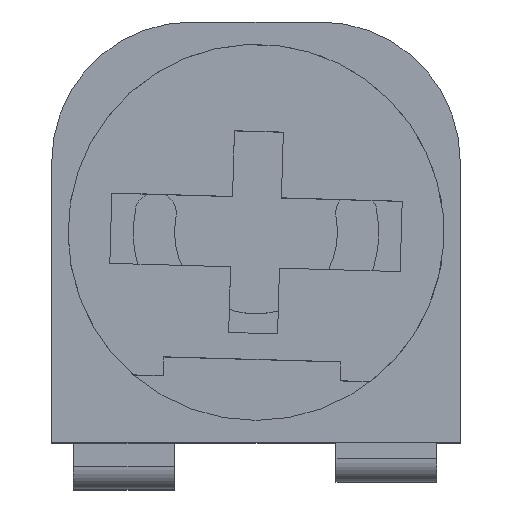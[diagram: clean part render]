
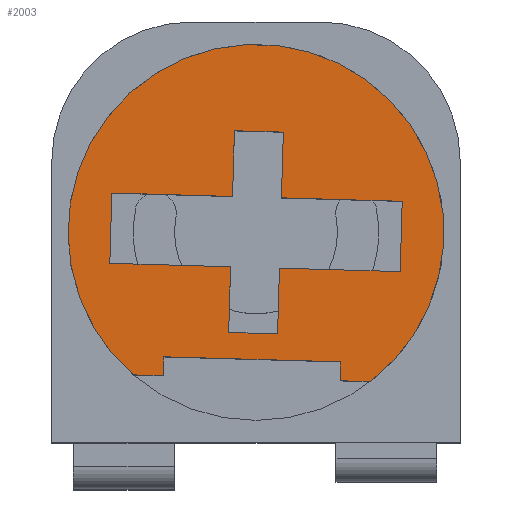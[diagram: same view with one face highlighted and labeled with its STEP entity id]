
A CAD part, top view. The second image highlights one B-rep face of the part: STEP entity #2003.
In plain terms, the highlighted planar face has unit normal (0, 0, 1).
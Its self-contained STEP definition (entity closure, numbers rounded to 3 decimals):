
#59=FACE_BOUND('',#275,.T.);
#77=CIRCLE('',#2138,3.073);
#160=FACE_OUTER_BOUND('',#274,.T.);
#274=EDGE_LOOP('',(#1438,#1439,#1440,#1441,#1442,#1443));
#275=EDGE_LOOP('',(#1444,#1445,#1446,#1447,#1448,#1449,#1450,#1451,#1452,
#1453,#1454,#1455));
#390=LINE('',#2945,#628);
#397=LINE('',#2959,#635);
#401=LINE('',#2966,#639);
#404=LINE('',#2974,#642);
#407=LINE('',#2980,#645);
#411=LINE('',#2987,#649);
#414=LINE('',#2996,#652);
#415=LINE('',#3000,#653);
#416=LINE('',#3002,#654);
#417=LINE('',#3004,#655);
#418=LINE('',#3006,#656);
#419=LINE('',#3009,#657);
#420=LINE('',#3011,#658);
#421=LINE('',#3012,#659);
#422=LINE('',#3014,#660);
#423=LINE('',#3016,#661);
#424=LINE('',#3017,#662);
#628=VECTOR('',#2369,10.);
#635=VECTOR('',#2378,10.);
#639=VECTOR('',#2384,10.);
#642=VECTOR('',#2389,10.);
#645=VECTOR('',#2394,10.);
#649=VECTOR('',#2400,10.);
#652=VECTOR('',#2411,10.);
#653=VECTOR('',#2414,10.);
#654=VECTOR('',#2415,10.);
#655=VECTOR('',#2416,10.);
#656=VECTOR('',#2417,10.);
#657=VECTOR('',#2420,10.);
#658=VECTOR('',#2421,10.);
#659=VECTOR('',#2422,10.);
#660=VECTOR('',#2423,10.);
#661=VECTOR('',#2424,10.);
#662=VECTOR('',#2425,10.);
#866=VERTEX_POINT('',#2942);
#867=VERTEX_POINT('',#2944);
#873=VERTEX_POINT('',#2958);
#875=VERTEX_POINT('',#2964);
#878=VERTEX_POINT('',#2971);
#879=VERTEX_POINT('',#2973);
#881=VERTEX_POINT('',#2979);
#883=VERTEX_POINT('',#2985);
#885=VERTEX_POINT('',#2994);
#886=VERTEX_POINT('',#2998);
#887=VERTEX_POINT('',#2999);
#888=VERTEX_POINT('',#3001);
#889=VERTEX_POINT('',#3003);
#890=VERTEX_POINT('',#3005);
#891=VERTEX_POINT('',#3007);
#892=VERTEX_POINT('',#3010);
#893=VERTEX_POINT('',#3013);
#894=VERTEX_POINT('',#3015);
#1072=EDGE_CURVE('',#867,#866,#390,.T.);
#1079=EDGE_CURVE('',#873,#867,#397,.T.);
#1083=EDGE_CURVE('',#866,#875,#401,.T.);
#1086=EDGE_CURVE('',#879,#878,#404,.T.);
#1089=EDGE_CURVE('',#881,#879,#407,.T.);
#1093=EDGE_CURVE('',#878,#883,#411,.T.);
#1098=EDGE_CURVE('',#875,#885,#414,.T.);
#1099=EDGE_CURVE('',#886,#887,#415,.T.);
#1100=EDGE_CURVE('',#887,#888,#416,.T.);
#1101=EDGE_CURVE('',#888,#889,#417,.T.);
#1102=EDGE_CURVE('',#889,#890,#418,.T.);
#1103=EDGE_CURVE('',#890,#891,#77,.T.);
#1104=EDGE_CURVE('',#891,#886,#419,.T.);
#1105=EDGE_CURVE('',#885,#892,#420,.T.);
#1106=EDGE_CURVE('',#892,#881,#421,.T.);
#1107=EDGE_CURVE('',#883,#893,#422,.T.);
#1108=EDGE_CURVE('',#893,#894,#423,.T.);
#1109=EDGE_CURVE('',#894,#873,#424,.T.);
#1438=ORIENTED_EDGE('',*,*,#1099,.T.);
#1439=ORIENTED_EDGE('',*,*,#1100,.T.);
#1440=ORIENTED_EDGE('',*,*,#1101,.T.);
#1441=ORIENTED_EDGE('',*,*,#1102,.T.);
#1442=ORIENTED_EDGE('',*,*,#1103,.T.);
#1443=ORIENTED_EDGE('',*,*,#1104,.T.);
#1444=ORIENTED_EDGE('',*,*,#1079,.T.);
#1445=ORIENTED_EDGE('',*,*,#1072,.T.);
#1446=ORIENTED_EDGE('',*,*,#1083,.T.);
#1447=ORIENTED_EDGE('',*,*,#1098,.T.);
#1448=ORIENTED_EDGE('',*,*,#1105,.T.);
#1449=ORIENTED_EDGE('',*,*,#1106,.T.);
#1450=ORIENTED_EDGE('',*,*,#1089,.T.);
#1451=ORIENTED_EDGE('',*,*,#1086,.T.);
#1452=ORIENTED_EDGE('',*,*,#1093,.T.);
#1453=ORIENTED_EDGE('',*,*,#1107,.T.);
#1454=ORIENTED_EDGE('',*,*,#1108,.T.);
#1455=ORIENTED_EDGE('',*,*,#1109,.T.);
#1910=PLANE('',#2137);
#2003=ADVANCED_FACE('',(#160,#59),#1910,.T.);
#2137=AXIS2_PLACEMENT_3D('',#2997,#2412,#2413);
#2138=AXIS2_PLACEMENT_3D('',#3008,#2418,#2419);
#2369=DIRECTION('',(-1.,0.,0.));
#2378=DIRECTION('',(0.,-1.,0.));
#2384=DIRECTION('',(0.,1.,0.));
#2389=DIRECTION('',(1.,0.,0.));
#2394=DIRECTION('',(0.,1.,0.));
#2400=DIRECTION('',(0.,-1.,0.));
#2411=DIRECTION('',(-1.,0.,0.));
#2412=DIRECTION('center_axis',(0.,0.,1.));
#2413=DIRECTION('ref_axis',(1.,0.,0.));
#2414=DIRECTION('',(0.,1.,0.));
#2415=DIRECTION('',(1.,0.,0.));
#2416=DIRECTION('',(0.044,-0.999,0.));
#2417=DIRECTION('',(1.,0.,0.));
#2418=DIRECTION('center_axis',(0.,0.,1.));
#2419=DIRECTION('ref_axis',(-0.63,0.777,0.));
#2420=DIRECTION('',(1.,0.,0.));
#2421=DIRECTION('',(0.,1.,0.));
#2422=DIRECTION('',(1.,0.,0.));
#2423=DIRECTION('',(1.,0.,0.));
#2424=DIRECTION('',(0.,-1.,0.));
#2425=DIRECTION('',(-1.,0.,0.));
#2942=CARTESIAN_POINT('',(-0.4,-1.65,1.575));
#2944=CARTESIAN_POINT('',(0.4,-1.65,1.575));
#2945=CARTESIAN_POINT('',(0.2,-1.65,1.575));
#2958=CARTESIAN_POINT('',(0.4,-0.575,1.575));
#2959=CARTESIAN_POINT('',(0.4,-0.298,1.575));
#2964=CARTESIAN_POINT('',(-0.4,-0.575,1.575));
#2966=CARTESIAN_POINT('',(-0.4,-0.835,1.575));
#2971=CARTESIAN_POINT('',(0.4,1.65,1.575));
#2973=CARTESIAN_POINT('',(-0.4,1.65,1.575));
#2974=CARTESIAN_POINT('',(-0.2,1.65,1.575));
#2979=CARTESIAN_POINT('',(-0.4,0.575,1.575));
#2980=CARTESIAN_POINT('',(-0.4,0.277,1.575));
#2985=CARTESIAN_POINT('',(0.4,0.575,1.575));
#2987=CARTESIAN_POINT('',(0.4,0.814,1.575));
#2994=CARTESIAN_POINT('',(-2.375,-0.575,1.575));
#2996=CARTESIAN_POINT('',(1.187,-0.575,1.575));
#2997=CARTESIAN_POINT('Origin',(0.,-0.021,
1.575));
#2998=CARTESIAN_POINT('',(-1.45,-2.388,1.575));
#2999=CARTESIAN_POINT('',(-1.45,-2.078,1.575));
#3000=CARTESIAN_POINT('',(-1.45,-1.204,1.575));
#3001=CARTESIAN_POINT('',(1.436,-2.078,1.575));
#3002=CARTESIAN_POINT('',(-0.725,-2.078,1.575));
#3003=CARTESIAN_POINT('',(1.45,-2.388,1.575));
#3004=CARTESIAN_POINT('',(1.39,-1.02,1.575));
#3005=CARTESIAN_POINT('',(1.935,-2.388,1.575));
#3006=CARTESIAN_POINT('',(1.935,-2.388,1.575));
#3007=CARTESIAN_POINT('',(-1.935,-2.388,1.575));
#3008=CARTESIAN_POINT('Origin',(0.,0.,1.575));
#3009=CARTESIAN_POINT('',(1.935,-2.388,1.575));
#3010=CARTESIAN_POINT('',(-2.375,0.575,1.575));
#3011=CARTESIAN_POINT('',(-2.375,-0.298,1.575));
#3012=CARTESIAN_POINT('',(-1.187,0.575,1.575));
#3013=CARTESIAN_POINT('',(2.375,0.575,1.575));
#3014=CARTESIAN_POINT('',(-1.187,0.575,1.575));
#3015=CARTESIAN_POINT('',(2.375,-0.575,1.575));
#3016=CARTESIAN_POINT('',(2.375,0.277,1.575));
#3017=CARTESIAN_POINT('',(1.187,-0.575,1.575));
